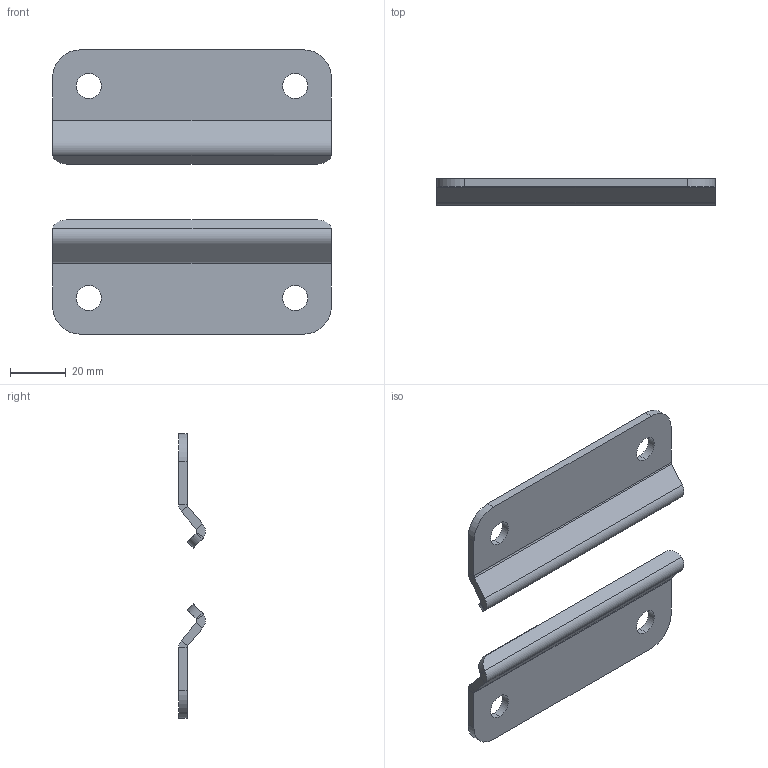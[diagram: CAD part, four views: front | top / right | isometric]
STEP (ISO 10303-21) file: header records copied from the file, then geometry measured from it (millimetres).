
FILE_DESCRIPTION (( 'STEP AP203' ), '1' );
FILE_NAME ('T84085.STEP', '2018-09-18T07:12:38', ( '' ), ( '' ), 'SwSTEP 2.0', 'SolidWorks 2016', '' );
FILE_SCHEMA (( 'CONFIG_CONTROL_DESIGN' ));
Length unit declared in the file: millimetre
Products named in the file (2): T84085; TH1273
Assembly tree (2 placements, depth 2):
  T84085
    TH1273  x2
Bounding box: 100 x 9.53 x 102 mm (x, y, z)
Volume: 25121.5 mm3; surface area: 18733.8 mm2
Topology: 2 solids, 2 shells, 60 faces, 136 edges, 80 vertices
Faces by surface type: plane 32, cylinder 24, bspline 4
Entity records: 1078 total; most frequent: CARTESIAN_POINT 179, DIRECTION 150, ORIENTED_EDGE 136, EDGE_CURVE 68, AXIS2_PLACEMENT_3D 57, VERTEX_POINT 40, LINE 36, VECTOR 36
